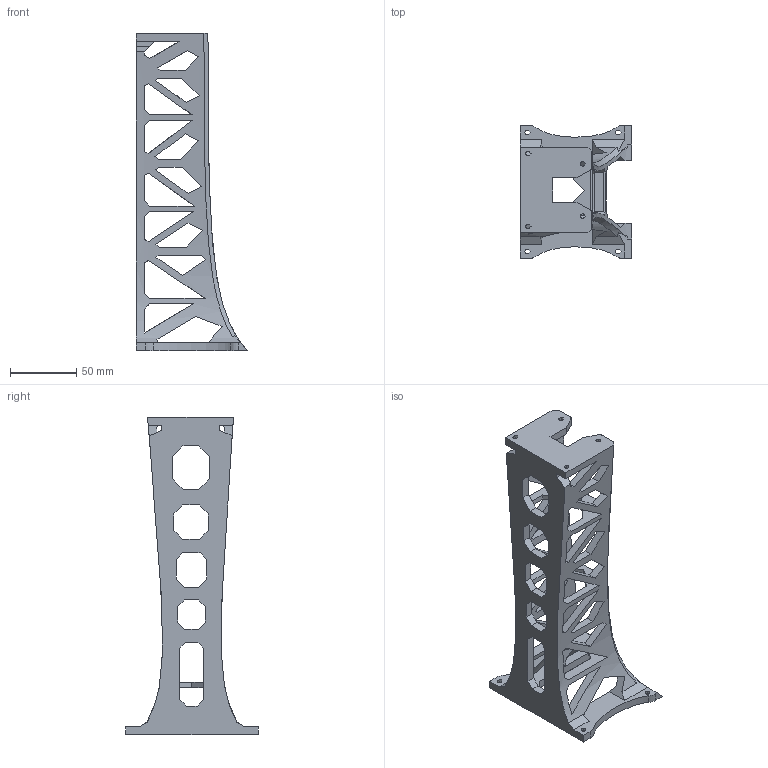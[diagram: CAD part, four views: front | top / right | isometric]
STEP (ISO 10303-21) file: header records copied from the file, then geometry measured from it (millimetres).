
FILE_DESCRIPTION(/* description */ ('HOOPS Exchange Step'),/* implementation_level */ '2;1');
FILE_NAME(/* name */ 'Neck.step',/* time_stamp */ '2025-09-20T13:11:08+02:00',/* author */ (''),/* organization */ (''),/* preprocessor_version */ 'ST-DEVELOPER v20.1',/* originating_system */ 'Autodesk Translation Framework v14.17.0.0',/* authorisation */ '');
FILE_SCHEMA (('AUTOMOTIVE_DESIGN { 1 0 10303 214 3 1 1 }'));
Length unit declared in the file: millimetre
Products named in the file (2): root; XLeRobot 0-2-9-3d.step
Assembly tree (1 placements, depth 2):
  root
    XLeRobot 0-2-9-3d.step
Bounding box: 84 x 100 x 239 mm (x, y, z)
Volume: 180641.3 mm3; surface area: 83259.3 mm2
Topology: 1 solids, 1 shells, 323 faces, 1013 edges, 672 vertices
Faces by surface type: plane 274, bspline 35, cylinder 14
Entity records: 12965 total; most frequent: CARTESIAN_POINT 4400, ORIENTED_EDGE 2026, DIRECTION 1347, EDGE_CURVE 1013, LINE 673, VECTOR 673, VERTEX_POINT 672, EDGE_LOOP 391
